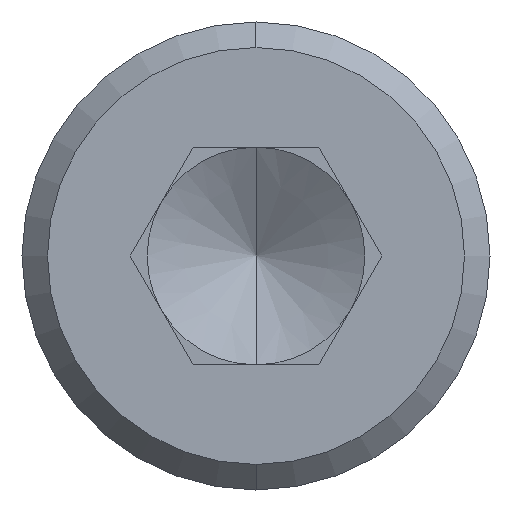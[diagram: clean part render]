
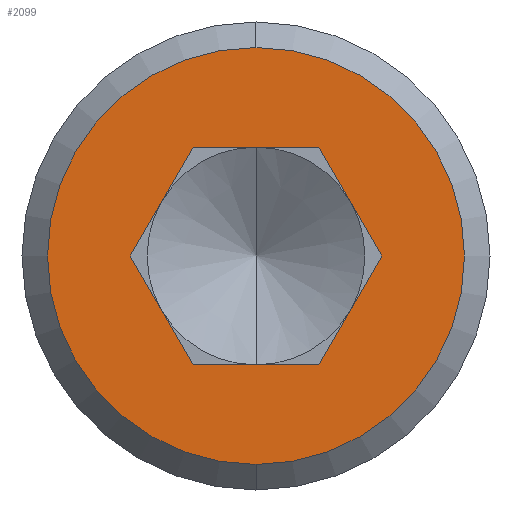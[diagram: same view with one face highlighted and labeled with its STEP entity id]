
A CAD part, left-side view. The second image highlights one B-rep face of the part: STEP entity #2099.
In plain terms, the highlighted planar face has unit normal (-1, 0, 0).
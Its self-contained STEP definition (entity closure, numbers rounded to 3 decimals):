
#7 = FACE_OUTER_BOUND ( 'NONE', #2843, .T. ) ;
#9 = EDGE_CURVE ( 'NONE', #2811, #2718, #1076, .T. ) ;
#30 = VERTEX_POINT ( 'NONE', #4513 ) ;
#33 = LINE ( 'NONE', #4424, #3334 ) ;
#44 = ORIENTED_EDGE ( 'NONE', *, *, #9, .T. ) ;
#51 = CARTESIAN_POINT ( 'NONE',  ( 0., 1.478, 0. ) ) ;
#62 = VERTEX_POINT ( 'NONE', #3315 ) ;
#136 = EDGE_CURVE ( 'NONE', #3727, #5177, #3732, .T. ) ;
#334 = CIRCLE ( 'NONE', #679, 2.45 ) ;
#392 = DIRECTION ( 'NONE',  ( -1., 0., 0. ) ) ;
#427 = DIRECTION ( 'NONE',  ( -1., 0., 0. ) ) ;
#490 = CARTESIAN_POINT ( 'NONE',  ( 0., 0., -2.45 ) ) ;
#679 = AXIS2_PLACEMENT_3D ( 'NONE', #3274, #392, #2076 ) ;
#795 = EDGE_CURVE ( 'NONE', #30, #5177, #33, .T. ) ;
#866 = VECTOR ( 'NONE', #947, 1000. ) ;
#894 = CARTESIAN_POINT ( 'NONE',  ( 0., 0., 0. ) ) ;
#947 = DIRECTION ( 'NONE',  ( 0., -0.5, -0.866 ) ) ;
#1046 = ORIENTED_EDGE ( 'NONE', *, *, #795, .F. ) ;
#1061 = LINE ( 'NONE', #4165, #4215 ) ;
#1076 = CIRCLE ( 'NONE', #2163, 2.45 ) ;
#1202 = EDGE_CURVE ( 'NONE', #3617, #2834, #2804, .T. ) ;
#1224 = CARTESIAN_POINT ( 'NONE',  ( 0., 0., 0. ) ) ;
#1500 = VECTOR ( 'NONE', #4935, 1000. ) ;
#1600 = EDGE_CURVE ( 'NONE', #62, #2834, #2820, .T. ) ;
#1749 = ORIENTED_EDGE ( 'NONE', *, *, #1202, .F. ) ;
#1754 = CARTESIAN_POINT ( 'NONE',  ( 0., 1.478, 0. ) ) ;
#1788 = CARTESIAN_POINT ( 'NONE',  ( 0., -0.739, 1.28 ) ) ;
#1851 = ORIENTED_EDGE ( 'NONE', *, *, #3267, .F. ) ;
#1979 = PLANE ( 'NONE',  #4019 ) ;
#1994 = DIRECTION ( 'NONE',  ( 0., -1., 0. ) ) ;
#2016 = CARTESIAN_POINT ( 'NONE',  ( 0., -0.739, -1.28 ) ) ;
#2076 = DIRECTION ( 'NONE',  ( 0., 0., 1. ) ) ;
#2099 = ADVANCED_FACE ( 'NONE', ( #4815, #7 ), #1979, .T. ) ;
#2163 = AXIS2_PLACEMENT_3D ( 'NONE', #894, #2989, #3788 ) ;
#2360 = CARTESIAN_POINT ( 'NONE',  ( 0., -1.478, 0. ) ) ;
#2649 = DIRECTION ( 'NONE',  ( 0., -0.5, -0.866 ) ) ;
#2718 = VERTEX_POINT ( 'NONE', #4802 ) ;
#2804 = LINE ( 'NONE', #4808, #4582 ) ;
#2811 = VERTEX_POINT ( 'NONE', #490 ) ;
#2820 = LINE ( 'NONE', #2360, #2920 ) ;
#2834 = VERTEX_POINT ( 'NONE', #2016 ) ;
#2843 = EDGE_LOOP ( 'NONE', ( #44, #4095 ) ) ;
#2920 = VECTOR ( 'NONE', #3528, 1000. ) ;
#2989 = DIRECTION ( 'NONE',  ( -1., 0., 0. ) ) ;
#3201 = DIRECTION ( 'NONE',  ( 0., 1., 0. ) ) ;
#3267 = EDGE_CURVE ( 'NONE', #3727, #3617, #1061, .T. ) ;
#3274 = CARTESIAN_POINT ( 'NONE',  ( 0., 0., 0. ) ) ;
#3315 = CARTESIAN_POINT ( 'NONE',  ( 0., -1.478, 0. ) ) ;
#3334 = VECTOR ( 'NONE', #3201, 1000. ) ;
#3528 = DIRECTION ( 'NONE',  ( 0., 0.5, -0.866 ) ) ;
#3617 = VERTEX_POINT ( 'NONE', #4261 ) ;
#3656 = LINE ( 'NONE', #1788, #866 ) ;
#3727 = VERTEX_POINT ( 'NONE', #51 ) ;
#3732 = LINE ( 'NONE', #1754, #1500 ) ;
#3788 = DIRECTION ( 'NONE',  ( 0., 0., 1. ) ) ;
#3800 = ORIENTED_EDGE ( 'NONE', *, *, #1600, .T. ) ;
#3904 = EDGE_LOOP ( 'NONE', ( #5074, #1046, #4374, #3800, #1749, #1851 ) ) ;
#3935 = EDGE_CURVE ( 'NONE', #30, #62, #3656, .T. ) ;
#4019 = AXIS2_PLACEMENT_3D ( 'NONE', #1224, #427, #4842 ) ;
#4095 = ORIENTED_EDGE ( 'NONE', *, *, #4951, .T. ) ;
#4165 = CARTESIAN_POINT ( 'NONE',  ( 0., 1.478, 0. ) ) ;
#4215 = VECTOR ( 'NONE', #2649, 1000. ) ;
#4261 = CARTESIAN_POINT ( 'NONE',  ( 0., 0.739, -1.28 ) ) ;
#4374 = ORIENTED_EDGE ( 'NONE', *, *, #3935, .T. ) ;
#4424 = CARTESIAN_POINT ( 'NONE',  ( 0., -0.739, 1.28 ) ) ;
#4513 = CARTESIAN_POINT ( 'NONE',  ( 0., -0.739, 1.28 ) ) ;
#4582 = VECTOR ( 'NONE', #1994, 1000. ) ;
#4802 = CARTESIAN_POINT ( 'NONE',  ( 0., 0., 2.45 ) ) ;
#4808 = CARTESIAN_POINT ( 'NONE',  ( 0., 0.739, -1.28 ) ) ;
#4815 = FACE_BOUND ( 'NONE', #3904, .T. ) ;
#4842 = DIRECTION ( 'NONE',  ( 0., 0., 1. ) ) ;
#4935 = DIRECTION ( 'NONE',  ( 0., -0.5, 0.866 ) ) ;
#4951 = EDGE_CURVE ( 'NONE', #2718, #2811, #334, .T. ) ;
#5019 = CARTESIAN_POINT ( 'NONE',  ( 0., 0.739, 1.28 ) ) ;
#5074 = ORIENTED_EDGE ( 'NONE', *, *, #136, .T. ) ;
#5177 = VERTEX_POINT ( 'NONE', #5019 ) ;
